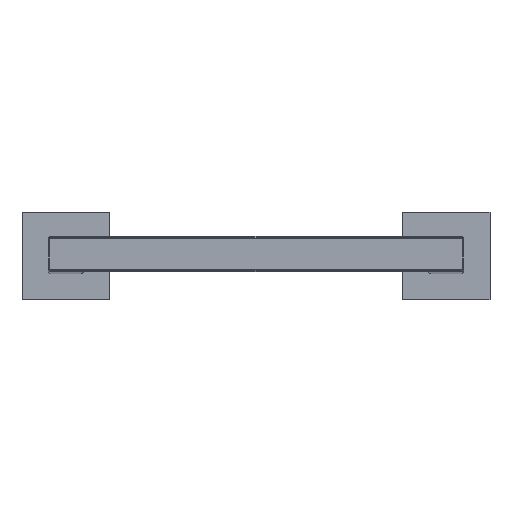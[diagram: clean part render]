
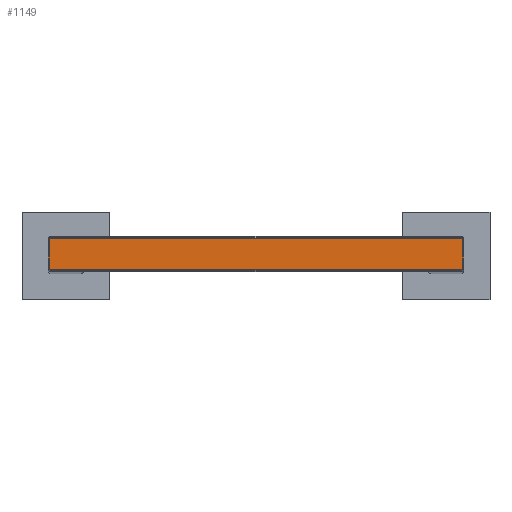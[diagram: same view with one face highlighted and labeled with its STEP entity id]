
A CAD part, top view. The second image highlights one B-rep face of the part: STEP entity #1149.
In plain terms, the highlighted planar face has unit normal (0, 0, 1).
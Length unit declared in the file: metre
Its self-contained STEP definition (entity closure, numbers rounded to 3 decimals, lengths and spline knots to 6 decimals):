
#47=PLANE('',#1280);
#87=LINE('',#1750,#207);
#97=LINE('',#1781,#217);
#100=LINE('',#1788,#220);
#101=LINE('',#1789,#221);
#207=VECTOR('',#1392,1.);
#217=VECTOR('',#1422,1.);
#220=VECTOR('',#1431,1.);
#221=VECTOR('',#1432,1.);
#354=ORIENTED_EDGE('',*,*,#684,.T.);
#355=ORIENTED_EDGE('',*,*,#665,.F.);
#356=ORIENTED_EDGE('',*,*,#685,.F.);
#357=ORIENTED_EDGE('',*,*,#680,.T.);
#665=EDGE_CURVE('',#833,#831,#87,.T.);
#680=EDGE_CURVE('',#845,#844,#97,.T.);
#684=EDGE_CURVE('',#844,#831,#100,.T.);
#685=EDGE_CURVE('',#845,#833,#101,.T.);
#831=VERTEX_POINT('',#1745);
#833=VERTEX_POINT('',#1749);
#844=VERTEX_POINT('',#1780);
#845=VERTEX_POINT('',#1782);
#981=EDGE_LOOP('',(#354,#355,#356,#357));
#1053=FACE_BOUND('',#981,.T.);
#1149=ADVANCED_FACE('',(#1053),#47,.F.);
#1280=AXIS2_PLACEMENT_3D('',#1787,#1429,#1430);
#1392=DIRECTION('',(1.,0.,0.));
#1422=DIRECTION('',(1.,0.,0.));
#1429=DIRECTION('',(0.,0.,-1.));
#1430=DIRECTION('',(-1.,0.,0.));
#1431=DIRECTION('',(0.,1.,0.));
#1432=DIRECTION('',(0.,1.,0.));
#1745=CARTESIAN_POINT('',(0.755,0.101,2.01));
#1749=CARTESIAN_POINT('',(0.045,0.101,2.01));
#1750=CARTESIAN_POINT('',(0.045,0.101,2.01));
#1780=CARTESIAN_POINT('',(0.755,0.049,2.01));
#1781=CARTESIAN_POINT('',(0.045,0.049,2.01));
#1782=CARTESIAN_POINT('',(0.045,0.049,2.01));
#1787=CARTESIAN_POINT('',(0.045,0.075,2.01));
#1788=CARTESIAN_POINT('',(0.755,0.075,2.01));
#1789=CARTESIAN_POINT('',(0.045,0.075,2.01));
